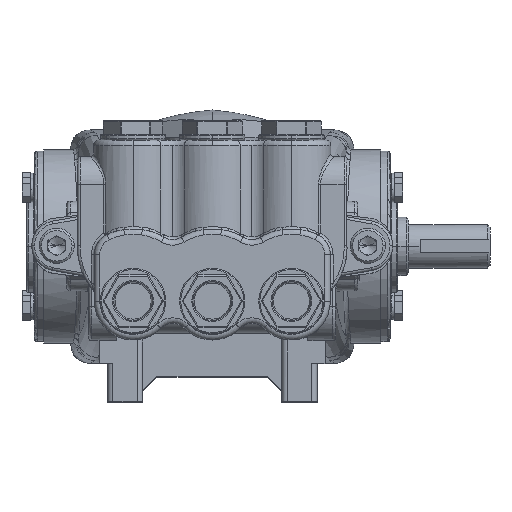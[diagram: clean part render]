
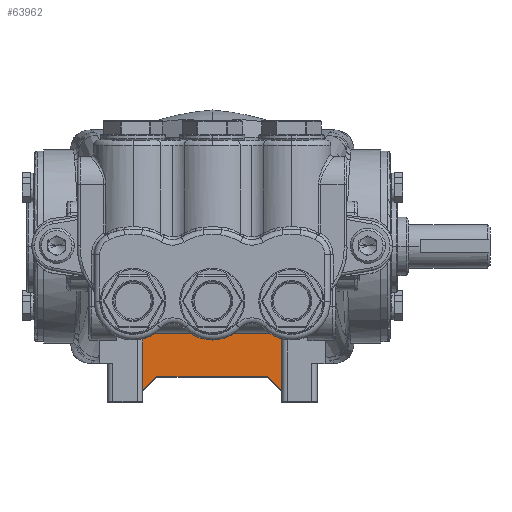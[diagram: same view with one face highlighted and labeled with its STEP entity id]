
A CAD part, top view. The second image highlights one B-rep face of the part: STEP entity #63962.
In plain terms, the highlighted planar face has unit normal (0, 0, 1).
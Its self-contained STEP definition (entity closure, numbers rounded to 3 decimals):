
#4498 = CARTESIAN_POINT ( 'NONE',  ( 31.299, -50.436, 103.759 ) ) ;
#4525 = VECTOR ( 'NONE', #4555, 1000. ) ;
#4555 = DIRECTION ( 'NONE',  ( -1., 0., 0. ) ) ;
#4560 = LINE ( 'NONE', #4498, #4525 ) ;
#4676 = CARTESIAN_POINT ( 'NONE',  ( 24.883, -50.436, 103.759 ) ) ;
#4725 = CARTESIAN_POINT ( 'NONE',  ( -25.785, -50.436, 103.759 ) ) ;
#6009 = CARTESIAN_POINT ( 'NONE',  ( -32.201, -56.852, 103.759 ) ) ;
#6122 = DIRECTION ( 'NONE',  ( -0.707, -0.707, 0. ) ) ;
#6123 = VECTOR ( 'NONE', #6122, 1000. ) ;
#6125 = CARTESIAN_POINT ( 'NONE',  ( -2.958, -27.609, 103.759 ) ) ;
#6126 = LINE ( 'NONE', #6125, #6123 ) ;
#6147 = CARTESIAN_POINT ( 'NONE',  ( 31.299, -56.852, 103.759 ) ) ;
#6212 = PLANE ( 'NONE',  #6272 ) ;
#6249 = FACE_OUTER_BOUND ( 'NONE', #63926, .T. ) ;
#6269 = DIRECTION ( 'NONE',  ( 1., 0., 0. ) ) ;
#6270 = DIRECTION ( 'NONE',  ( 0., 0., 1. ) ) ;
#6271 = CARTESIAN_POINT ( 'NONE',  ( 31.299, -61.866, 103.759 ) ) ;
#6272 = AXIS2_PLACEMENT_3D ( 'NONE', #6271, #6270, #6269 ) ;
#6303 = DIRECTION ( 'NONE',  ( -0.707, 0.707, 0. ) ) ;
#6304 = VECTOR ( 'NONE', #6303, 1000. ) ;
#6305 = CARTESIAN_POINT ( 'NONE',  ( 33.806, -59.359, 103.759 ) ) ;
#6306 = LINE ( 'NONE', #6305, #6304 ) ;
#6321 = DIRECTION ( 'NONE',  ( 0., 1., 0. ) ) ;
#6322 = VECTOR ( 'NONE', #6321, 1000. ) ;
#6323 = CARTESIAN_POINT ( 'NONE',  ( -32.201, -61.866, 103.759 ) ) ;
#6324 = LINE ( 'NONE', #6323, #6322 ) ;
#6325 = CARTESIAN_POINT ( 'NONE',  ( 31.299, -27.124, 103.759 ) ) ;
#6326 = DIRECTION ( 'NONE',  ( 1., 0., 0. ) ) ;
#6327 = VECTOR ( 'NONE', #6326, 1000. ) ;
#6328 = CARTESIAN_POINT ( 'NONE',  ( 54.159, -27.124, 103.759 ) ) ;
#6334 = LINE ( 'NONE', #6328, #6327 ) ;
#6388 = CARTESIAN_POINT ( 'NONE',  ( -32.201, -27.124, 103.759 ) ) ;
#6624 = DIRECTION ( 'NONE',  ( 0., 1., 0. ) ) ;
#6625 = VECTOR ( 'NONE', #6624, 1000. ) ;
#6626 = CARTESIAN_POINT ( 'NONE',  ( 31.299, -61.866, 103.759 ) ) ;
#6627 = LINE ( 'NONE', #6626, #6625 ) ;
#17008 = ORIENTED_EDGE ( 'NONE', *, *, #63823, .F. ) ;
#63823 = EDGE_CURVE ( 'NONE', #63858, #63859, #4560, .T. ) ;
#63858 = VERTEX_POINT ( 'NONE', #4676 ) ;
#63859 = VERTEX_POINT ( 'NONE', #4725 ) ;
#63914 = VERTEX_POINT ( 'NONE', #6009 ) ;
#63926 = EDGE_LOOP ( 'NONE', ( #63941, #63949, #63947, #63945, #63944, #17008 ) ) ;
#63939 = VERTEX_POINT ( 'NONE', #6147 ) ;
#63941 = ORIENTED_EDGE ( 'NONE', *, *, #63981, .F. ) ;
#63942 = EDGE_CURVE ( 'NONE', #63859, #63914, #6126, .T. ) ;
#63944 = ORIENTED_EDGE ( 'NONE', *, *, #63942, .F. ) ;
#63945 = ORIENTED_EDGE ( 'NONE', *, *, #63972, .F. ) ;
#63947 = ORIENTED_EDGE ( 'NONE', *, *, #63971, .F. ) ;
#63949 = ORIENTED_EDGE ( 'NONE', *, *, #64099, .T. ) ;
#63962 = ADVANCED_FACE ( 'NONE', ( #6249 ), #6212, .T. ) ;
#63971 = EDGE_CURVE ( 'NONE', #64014, #63973, #6334, .T. ) ;
#63972 = EDGE_CURVE ( 'NONE', #63914, #64014, #6324, .T. ) ;
#63973 = VERTEX_POINT ( 'NONE', #6325 ) ;
#63981 = EDGE_CURVE ( 'NONE', #63939, #63858, #6306, .T. ) ;
#64014 = VERTEX_POINT ( 'NONE', #6388 ) ;
#64099 = EDGE_CURVE ( 'NONE', #63939, #63973, #6627, .T. ) ;
